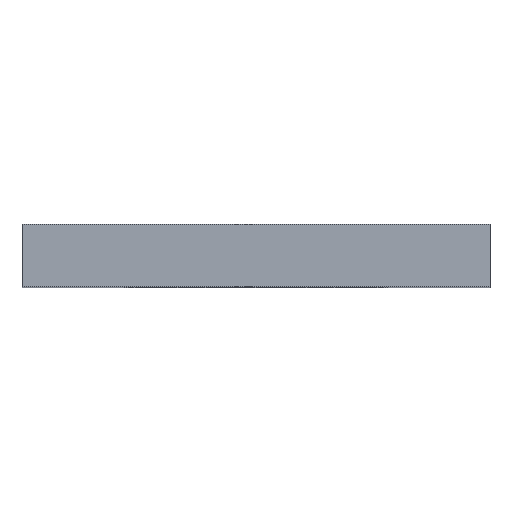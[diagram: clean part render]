
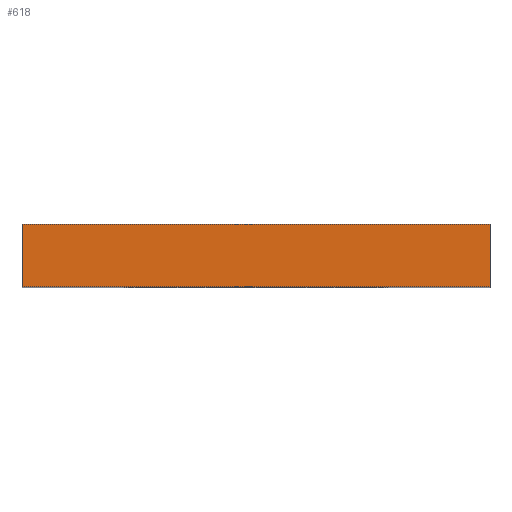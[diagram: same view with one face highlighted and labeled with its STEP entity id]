
A CAD part, top view. The second image highlights one B-rep face of the part: STEP entity #618.
In plain terms, the highlighted planar face has unit normal (0, 0, 1).
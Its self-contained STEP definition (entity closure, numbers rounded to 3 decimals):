
#18 = VECTOR ( 'NONE', #191, 1000. ) ;
#21 = VERTEX_POINT ( 'NONE', #1172 ) ;
#40 = CARTESIAN_POINT ( 'NONE',  ( 37.5, 0., 38.5 ) ) ;
#76 = EDGE_CURVE ( 'NONE', #21, #897, #1280, .T. ) ;
#97 = LINE ( 'NONE', #1298, #386 ) ;
#108 = EDGE_CURVE ( 'NONE', #1026, #268, #1009, .T. ) ;
#122 = ORIENTED_EDGE ( 'NONE', *, *, #108, .T. ) ;
#191 = DIRECTION ( 'NONE',  ( 1., 0., 0. ) ) ;
#195 = AXIS2_PLACEMENT_3D ( 'NONE', #254, #1164, #969 ) ;
#254 = CARTESIAN_POINT ( 'NONE',  ( -37.5, -10., 38.5 ) ) ;
#267 = ORIENTED_EDGE ( 'NONE', *, *, #76, .F. ) ;
#268 = VERTEX_POINT ( 'NONE', #1200 ) ;
#281 = FACE_OUTER_BOUND ( 'NONE', #996, .T. ) ;
#302 = EDGE_CURVE ( 'NONE', #268, #897, #97, .T. ) ;
#350 = CARTESIAN_POINT ( 'NONE',  ( -37.5, -10., 38.5 ) ) ;
#386 = VECTOR ( 'NONE', #901, 1000. ) ;
#485 = CARTESIAN_POINT ( 'NONE',  ( -37.5, -10., 38.5 ) ) ;
#496 = LINE ( 'NONE', #1090, #534 ) ;
#534 = VECTOR ( 'NONE', #797, 1000. ) ;
#618 = ADVANCED_FACE ( 'NONE', ( #281 ), #765, .T. ) ;
#746 = ORIENTED_EDGE ( 'NONE', *, *, #1167, .F. ) ;
#765 = PLANE ( 'NONE',  #195 ) ;
#797 = DIRECTION ( 'NONE',  ( 0., 1., 0. ) ) ;
#897 = VERTEX_POINT ( 'NONE', #40 ) ;
#901 = DIRECTION ( 'NONE',  ( 0., 1., 0. ) ) ;
#902 = CARTESIAN_POINT ( 'NONE',  ( -37.5, 0., 38.5 ) ) ;
#969 = DIRECTION ( 'NONE',  ( 1., 0., 0. ) ) ;
#996 = EDGE_LOOP ( 'NONE', ( #267, #746, #122, #1043 ) ) ;
#1009 = LINE ( 'NONE', #485, #18 ) ;
#1026 = VERTEX_POINT ( 'NONE', #350 ) ;
#1043 = ORIENTED_EDGE ( 'NONE', *, *, #302, .T. ) ;
#1090 = CARTESIAN_POINT ( 'NONE',  ( -37.5, -10., 38.5 ) ) ;
#1164 = DIRECTION ( 'NONE',  ( 0., 0., 1. ) ) ;
#1167 = EDGE_CURVE ( 'NONE', #1026, #21, #496, .T. ) ;
#1172 = CARTESIAN_POINT ( 'NONE',  ( -37.5, 0., 38.5 ) ) ;
#1200 = CARTESIAN_POINT ( 'NONE',  ( 37.5, -10., 38.5 ) ) ;
#1260 = VECTOR ( 'NONE', #1300, 1000. ) ;
#1280 = LINE ( 'NONE', #902, #1260 ) ;
#1298 = CARTESIAN_POINT ( 'NONE',  ( 37.5, -10., 38.5 ) ) ;
#1300 = DIRECTION ( 'NONE',  ( 1., 0., 0. ) ) ;
